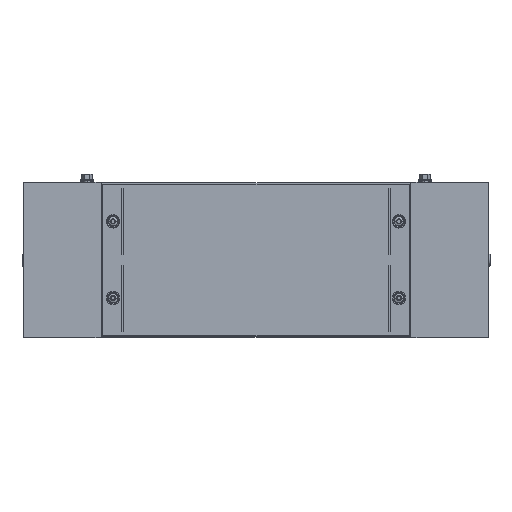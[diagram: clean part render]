
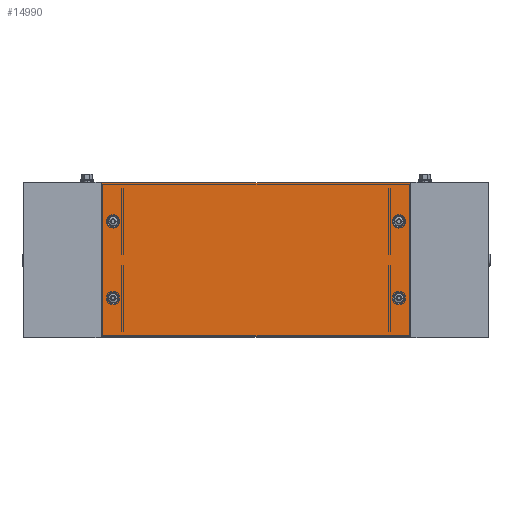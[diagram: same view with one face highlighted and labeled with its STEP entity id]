
A CAD part, top view. The second image highlights one B-rep face of the part: STEP entity #14990.
In plain terms, the highlighted face is planar.
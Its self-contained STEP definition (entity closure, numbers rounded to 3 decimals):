
#29 = CARTESIAN_POINT ( 'NONE',  ( 115.5, -149.5, 0. ) ) ;
#55 = EDGE_CURVE ( 'NONE', #6193, #16508, #14114, .T. ) ;
#136 = ORIENTED_EDGE ( 'NONE', *, *, #8747, .F. ) ;
#220 = CARTESIAN_POINT ( 'NONE',  ( 484.5, -149.5, 0. ) ) ;
#438 = EDGE_CURVE ( 'NONE', #11626, #5009, #11544, .T. ) ;
#720 = ORIENTED_EDGE ( 'NONE', *, *, #16363, .T. ) ;
#828 = CARTESIAN_POINT ( 'NONE',  ( 0., 0., 0. ) ) ;
#874 = EDGE_CURVE ( 'NONE', #18260, #13328, #1579, .T. ) ;
#1110 = CARTESIAN_POINT ( 'NONE',  ( 484.5, -149.5, 0. ) ) ;
#1414 = EDGE_CURVE ( 'NONE', #16890, #7552, #8319, .T. ) ;
#1469 = EDGE_CURVE ( 'NONE', #5009, #11626, #17709, .T. ) ;
#1579 = CIRCLE ( 'NONE', #6126, 7.691 ) ;
#1718 = LINE ( 'NONE', #14399, #2190 ) ;
#1735 = DIRECTION ( 'NONE',  ( 0., 0., 1. ) ) ;
#1737 = CARTESIAN_POINT ( 'NONE',  ( 101., -199., 0. ) ) ;
#1996 = DIRECTION ( 'NONE',  ( 0., -1., 0. ) ) ;
#2190 = VECTOR ( 'NONE', #13389, 1000. ) ;
#2237 = AXIS2_PLACEMENT_3D ( 'NONE', #1110, #6535, #13808 ) ;
#2252 = PLANE ( 'NONE',  #9332 ) ;
#2429 = VERTEX_POINT ( 'NONE', #1737 ) ;
#2469 = AXIS2_PLACEMENT_3D ( 'NONE', #11445, #11635, #4415 ) ;
#2930 = EDGE_CURVE ( 'NONE', #13328, #18260, #18274, .T. ) ;
#3035 = ORIENTED_EDGE ( 'NONE', *, *, #11509, .T. ) ;
#3356 = CARTESIAN_POINT ( 'NONE',  ( 476.809, -149.5, 0. ) ) ;
#3401 = FACE_BOUND ( 'NONE', #17724, .T. ) ;
#3403 = CARTESIAN_POINT ( 'NONE',  ( 499., -199., 0. ) ) ;
#3583 = FACE_BOUND ( 'NONE', #17828, .T. ) ;
#3617 = CARTESIAN_POINT ( 'NONE',  ( 101., -1., 0. ) ) ;
#3795 = DIRECTION ( 'NONE',  ( 1., 0., 0. ) ) ;
#4004 = CIRCLE ( 'NONE', #17609, 7.691 ) ;
#4080 = DIRECTION ( 'NONE',  ( -1., 0., 0. ) ) ;
#4415 = DIRECTION ( 'NONE',  ( 1., 0., 0. ) ) ;
#4465 = AXIS2_PLACEMENT_3D ( 'NONE', #5756, #11530, #9749 ) ;
#4734 = ORIENTED_EDGE ( 'NONE', *, *, #874, .T. ) ;
#4844 = VECTOR ( 'NONE', #4080, 1000. ) ;
#5009 = VERTEX_POINT ( 'NONE', #15138 ) ;
#5452 = DIRECTION ( 'NONE',  ( 1., 0., 0. ) ) ;
#5526 = CARTESIAN_POINT ( 'NONE',  ( 123.191, -149.5, 0. ) ) ;
#5756 = CARTESIAN_POINT ( 'NONE',  ( 115.5, -50.5, 0. ) ) ;
#6126 = AXIS2_PLACEMENT_3D ( 'NONE', #220, #17644, #12920 ) ;
#6193 = VERTEX_POINT ( 'NONE', #13823 ) ;
#6202 = DIRECTION ( 'NONE',  ( 1., 0., 0. ) ) ;
#6535 = DIRECTION ( 'NONE',  ( 0., 0., 1. ) ) ;
#6707 = VERTEX_POINT ( 'NONE', #3403 ) ;
#6860 = ORIENTED_EDGE ( 'NONE', *, *, #10855, .T. ) ;
#6933 = CARTESIAN_POINT ( 'NONE',  ( 101., -1., 0. ) ) ;
#7474 = ORIENTED_EDGE ( 'NONE', *, *, #2930, .T. ) ;
#7552 = VERTEX_POINT ( 'NONE', #5526 ) ;
#7628 = ORIENTED_EDGE ( 'NONE', *, *, #55, .F. ) ;
#8120 = CIRCLE ( 'NONE', #4465, 7.691 ) ;
#8319 = CIRCLE ( 'NONE', #10754, 7.691 ) ;
#8408 = CARTESIAN_POINT ( 'NONE',  ( 115.5, -50.5, 0. ) ) ;
#8427 = CARTESIAN_POINT ( 'NONE',  ( 484.5, -50.5, 0. ) ) ;
#8747 = EDGE_CURVE ( 'NONE', #16508, #2429, #10641, .T. ) ;
#9182 = FACE_OUTER_BOUND ( 'NONE', #11531, .T. ) ;
#9332 = AXIS2_PLACEMENT_3D ( 'NONE', #828, #9376, #15129 ) ;
#9376 = DIRECTION ( 'NONE',  ( 0., 0., 1. ) ) ;
#9749 = DIRECTION ( 'NONE',  ( 1., 0., 0. ) ) ;
#10080 = CARTESIAN_POINT ( 'NONE',  ( 101., -199., 0. ) ) ;
#10641 = LINE ( 'NONE', #3617, #14192 ) ;
#10754 = AXIS2_PLACEMENT_3D ( 'NONE', #12403, #11005, #3795 ) ;
#10855 = EDGE_CURVE ( 'NONE', #7552, #16890, #4004, .T. ) ;
#10994 = AXIS2_PLACEMENT_3D ( 'NONE', #8408, #14168, #15677 ) ;
#11005 = DIRECTION ( 'NONE',  ( 0., 0., 1. ) ) ;
#11041 = ORIENTED_EDGE ( 'NONE', *, *, #1469, .T. ) ;
#11445 = CARTESIAN_POINT ( 'NONE',  ( 484.5, -50.5, 0. ) ) ;
#11509 = EDGE_CURVE ( 'NONE', #15825, #16720, #12787, .T. ) ;
#11530 = DIRECTION ( 'NONE',  ( 0., 0., 1. ) ) ;
#11531 = EDGE_LOOP ( 'NONE', ( #136, #7628, #11837, #14104 ) ) ;
#11544 = CIRCLE ( 'NONE', #2469, 7.691 ) ;
#11626 = VERTEX_POINT ( 'NONE', #13603 ) ;
#11635 = DIRECTION ( 'NONE',  ( 0., 0., 1. ) ) ;
#11837 = ORIENTED_EDGE ( 'NONE', *, *, #12220, .F. ) ;
#12220 = EDGE_CURVE ( 'NONE', #6707, #6193, #1718, .T. ) ;
#12291 = FACE_BOUND ( 'NONE', #17435, .T. ) ;
#12403 = CARTESIAN_POINT ( 'NONE',  ( 115.5, -149.5, 0. ) ) ;
#12566 = AXIS2_PLACEMENT_3D ( 'NONE', #8427, #12975, #14189 ) ;
#12601 = CARTESIAN_POINT ( 'NONE',  ( 107.809, -149.5, 0. ) ) ;
#12787 = CIRCLE ( 'NONE', #10994, 7.691 ) ;
#12803 = EDGE_CURVE ( 'NONE', #2429, #6707, #18419, .T. ) ;
#12920 = DIRECTION ( 'NONE',  ( 1., 0., 0. ) ) ;
#12975 = DIRECTION ( 'NONE',  ( 0., 0., 1. ) ) ;
#13328 = VERTEX_POINT ( 'NONE', #15337 ) ;
#13389 = DIRECTION ( 'NONE',  ( 0., 1., 0. ) ) ;
#13603 = CARTESIAN_POINT ( 'NONE',  ( 476.809, -50.5, 0. ) ) ;
#13808 = DIRECTION ( 'NONE',  ( 1., 0., 0. ) ) ;
#13823 = CARTESIAN_POINT ( 'NONE',  ( 499., -1., 0. ) ) ;
#14104 = ORIENTED_EDGE ( 'NONE', *, *, #12803, .F. ) ;
#14114 = LINE ( 'NONE', #6933, #4844 ) ;
#14168 = DIRECTION ( 'NONE',  ( 0., 0., 1. ) ) ;
#14177 = EDGE_LOOP ( 'NONE', ( #4734, #7474 ) ) ;
#14189 = DIRECTION ( 'NONE',  ( 1., 0., 0. ) ) ;
#14192 = VECTOR ( 'NONE', #1996, 1000. ) ;
#14399 = CARTESIAN_POINT ( 'NONE',  ( 499., -1., 0. ) ) ;
#14657 = ORIENTED_EDGE ( 'NONE', *, *, #438, .T. ) ;
#14743 = CARTESIAN_POINT ( 'NONE',  ( 101., -1., 0. ) ) ;
#14990 = ADVANCED_FACE ( 'NONE', ( #18159, #3583, #3401, #12291, #9182 ), #2252, .F. ) ;
#15129 = DIRECTION ( 'NONE',  ( 1., 0., 0. ) ) ;
#15138 = CARTESIAN_POINT ( 'NONE',  ( 492.191, -50.5, 0. ) ) ;
#15337 = CARTESIAN_POINT ( 'NONE',  ( 492.191, -149.5, 0. ) ) ;
#15486 = CARTESIAN_POINT ( 'NONE',  ( 107.809, -50.5, 0. ) ) ;
#15502 = VECTOR ( 'NONE', #5452, 1000. ) ;
#15677 = DIRECTION ( 'NONE',  ( 1., 0., 0. ) ) ;
#15825 = VERTEX_POINT ( 'NONE', #17028 ) ;
#16363 = EDGE_CURVE ( 'NONE', #16720, #15825, #8120, .T. ) ;
#16508 = VERTEX_POINT ( 'NONE', #14743 ) ;
#16720 = VERTEX_POINT ( 'NONE', #15486 ) ;
#16803 = ORIENTED_EDGE ( 'NONE', *, *, #1414, .T. ) ;
#16890 = VERTEX_POINT ( 'NONE', #12601 ) ;
#17028 = CARTESIAN_POINT ( 'NONE',  ( 123.191, -50.5, 0. ) ) ;
#17435 = EDGE_LOOP ( 'NONE', ( #720, #3035 ) ) ;
#17609 = AXIS2_PLACEMENT_3D ( 'NONE', #29, #1735, #6202 ) ;
#17644 = DIRECTION ( 'NONE',  ( 0., 0., 1. ) ) ;
#17709 = CIRCLE ( 'NONE', #12566, 7.691 ) ;
#17724 = EDGE_LOOP ( 'NONE', ( #14657, #11041 ) ) ;
#17828 = EDGE_LOOP ( 'NONE', ( #16803, #6860 ) ) ;
#18159 = FACE_BOUND ( 'NONE', #14177, .T. ) ;
#18260 = VERTEX_POINT ( 'NONE', #3356 ) ;
#18274 = CIRCLE ( 'NONE', #2237, 7.691 ) ;
#18419 = LINE ( 'NONE', #10080, #15502 ) ;
